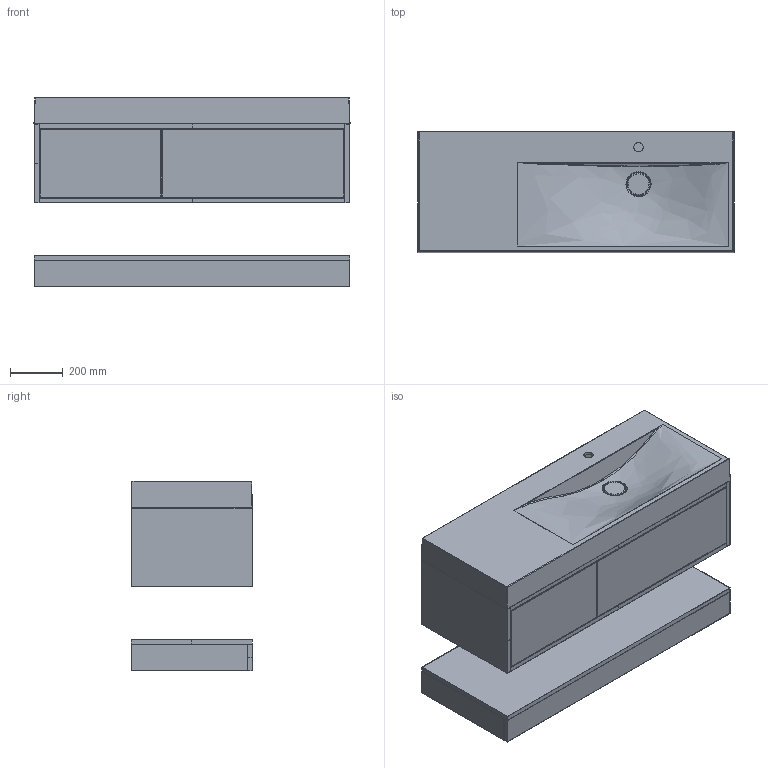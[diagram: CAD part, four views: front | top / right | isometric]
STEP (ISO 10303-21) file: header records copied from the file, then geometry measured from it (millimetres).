
FILE_DESCRIPTION(/* description */ (''),/* implementation_level */ '2;1');
FILE_NAME(/* name */ 'Viola 1200R+ тумба.stp',/* time_stamp */ '2025-07-23T11:26:37+03:00',/* author */ ('ya'),/* organization */ (''),/* preprocessor_version */ 'ST-DEVELOPER v18.1',/* originating_system */ 'Autodesk Inventor 2022',/* authorisation */ '');
FILE_SCHEMA (('AUTOMOTIVE_DESIGN { 1 0 10303 214 3 1 1 }'));
Length unit declared in the file: millimetre
Products named in the file (3): Viola 1200L+ тумба; viola 1200 L Тумба_MIR; Viola 1200L_MIR
Assembly tree (2 placements, depth 2):
  Viola 1200L+ тумба
    viola 1200 L Тумба_MIR
    Viola 1200L_MIR
Bounding box: 1200 x 460.01 x 718.09 mm (x, y, z)
Volume: 61300264.9 mm3; surface area: 9076211.3 mm2
Topology: 46 solids, 46 shells, 546 faces, 1276 edges, 794 vertices
Faces by surface type: plane 380, bspline 83, cylinder 55, torus 19, cone 5, sphere 4
Full cylindrical faces by diameter (mm): 6 x4, 10 x4, 35 x1, 45 x1, 82 x1
Entity records: 34168 total; most frequent: CARTESIAN_POINT 21943, ORIENTED_EDGE 2526, DIRECTION 2240, EDGE_CURVE 1263, LINE 906, VECTOR 906, VERTEX_POINT 794, AXIS2_PLACEMENT_3D 667
